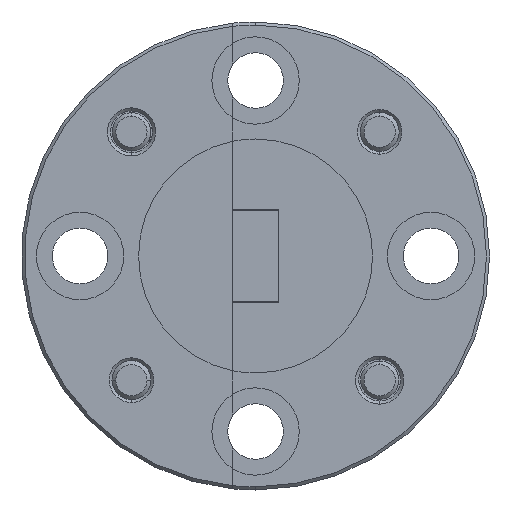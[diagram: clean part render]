
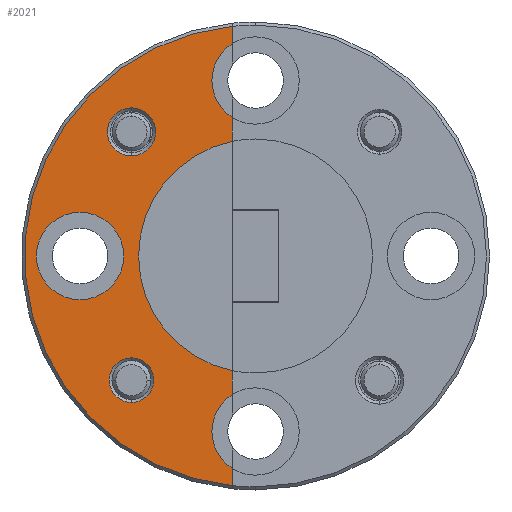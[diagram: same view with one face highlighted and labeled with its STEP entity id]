
A CAD part, left-side view. The second image highlights one B-rep face of the part: STEP entity #2021.
In plain terms, the highlighted planar face has unit normal (-1, 0, 0).
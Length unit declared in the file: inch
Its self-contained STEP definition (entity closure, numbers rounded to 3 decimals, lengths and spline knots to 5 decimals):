
#3 = FACE_BOUND ( 'NONE', #11043, .T. ) ;
#76 = CARTESIAN_POINT ( 'NONE',  ( 0.28253, 0.25192, 1.09912 ) ) ;
#163 = CIRCLE ( 'NONE', #6283, 0.07 ) ;
#230 = EDGE_CURVE ( 'NONE', #4647, #10761, #305, .T. ) ;
#258 = EDGE_CURVE ( 'NONE', #5553, #5856, #2786, .T. ) ;
#265 = VECTOR ( 'NONE', #780, 39.37008 ) ;
#305 = LINE ( 'NONE', #7078, #10010 ) ;
#473 = CARTESIAN_POINT ( 'NONE',  ( 0.28253, 0.28892, 1.15854 ) ) ;
#562 = EDGE_CURVE ( 'NONE', #6073, #4647, #10951, .T. ) ;
#568 = DIRECTION ( 'NONE',  ( -1., 0., 0. ) ) ;
#597 = CARTESIAN_POINT ( 'NONE',  ( 0.28253, 0.25192, 0.81787 ) ) ;
#668 = LINE ( 'NONE', #7609, #265 ) ;
#740 = CARTESIAN_POINT ( 'NONE',  ( 0.28253, 0.4508, 1.01674 ) ) ;
#780 = DIRECTION ( 'NONE',  ( 0., 0., 1. ) ) ;
#831 = CARTESIAN_POINT ( 'NONE',  ( 0.28253, 0.28892, 1.03969 ) ) ;
#894 = CIRCLE ( 'NONE', #3996, 0.07 ) ;
#987 = CIRCLE ( 'NONE', #7502, 0.07 ) ;
#991 = ORIENTED_EDGE ( 'NONE', *, *, #6357, .F. ) ;
#1026 = EDGE_CURVE ( 'NONE', #5856, #5553, #10940, .T. ) ;
#1156 = DIRECTION ( 'NONE',  ( 0., 0., 1. ) ) ;
#1271 = CARTESIAN_POINT ( 'NONE',  ( 0.28253, 0.28892, 0.81787 ) ) ;
#1406 = DIRECTION ( 'NONE',  ( 0., 0., 1. ) ) ;
#1513 = ORIENTED_EDGE ( 'NONE', *, *, #258, .F. ) ;
#1542 = VERTEX_POINT ( 'NONE', #4948 ) ;
#1561 = ORIENTED_EDGE ( 'NONE', *, *, #8270, .F. ) ;
#1790 = DIRECTION ( 'NONE',  ( -1., 0., 0. ) ) ;
#1805 = VERTEX_POINT ( 'NONE', #7784 ) ;
#1870 = DIRECTION ( 'NONE',  ( 0., 0., 1. ) ) ;
#1930 = CARTESIAN_POINT ( 'NONE',  ( 0.28253, 0.53317, 0.81787 ) ) ;
#1951 = DIRECTION ( 'NONE',  ( -1., 0., 0. ) ) ;
#1977 = AXIS2_PLACEMENT_3D ( 'NONE', #9655, #1790, #7926 ) ;
#2021 = ADVANCED_FACE ( 'NONE', ( #5605, #3, #6014, #2336 ), #3745, .T. ) ;
#2110 = EDGE_CURVE ( 'NONE', #7123, #6073, #10108, .T. ) ;
#2184 = EDGE_CURVE ( 'NONE', #9090, #1805, #668, .T. ) ;
#2336 = FACE_OUTER_BOUND ( 'NONE', #8719, .T. ) ;
#2444 = AXIS2_PLACEMENT_3D ( 'NONE', #740, #11246, #6805 ) ;
#2457 = ORIENTED_EDGE ( 'NONE', *, *, #9331, .F. ) ;
#2766 = VECTOR ( 'NONE', #7190, 39.37008 ) ;
#2786 = CIRCLE ( 'NONE', #1977, 0.03575 ) ;
#2877 = CARTESIAN_POINT ( 'NONE',  ( 0.28253, 0.28892, 0.59604 ) ) ;
#2993 = CARTESIAN_POINT ( 'NONE',  ( 0.28253, 0.4508, 0.65474 ) ) ;
#3038 = DIRECTION ( 'NONE',  ( 0., 0., 1. ) ) ;
#3165 = VERTEX_POINT ( 'NONE', #10949 ) ;
#3193 = CARTESIAN_POINT ( 'NONE',  ( 0.28253, 0.4508, 1.01674 ) ) ;
#3199 = ORIENTED_EDGE ( 'NONE', *, *, #2110, .T. ) ;
#3300 = DIRECTION ( 'NONE',  ( -1., 0., 0. ) ) ;
#3688 = DIRECTION ( 'NONE',  ( 0., 0., 1. ) ) ;
#3719 = CIRCLE ( 'NONE', #5073, 0.0385 ) ;
#3742 = DIRECTION ( 'NONE',  ( -1., 0., 0. ) ) ;
#3744 = EDGE_CURVE ( 'NONE', #3165, #4864, #3719, .T. ) ;
#3745 = PLANE ( 'NONE',  #7443 ) ;
#3808 = CARTESIAN_POINT ( 'NONE',  ( 0.28253, 0.4508, 0.61899 ) ) ;
#3852 = VECTOR ( 'NONE', #6421, 39.37008 ) ;
#3996 = AXIS2_PLACEMENT_3D ( 'NONE', #76, #4521, #6133 ) ;
#4092 = DIRECTION ( 'NONE',  ( 0., 0., 1. ) ) ;
#4162 = EDGE_CURVE ( 'NONE', #4864, #3165, #6797, .T. ) ;
#4242 = CARTESIAN_POINT ( 'NONE',  ( 0.28253, 0.28892, 1.18601 ) ) ;
#4388 = CARTESIAN_POINT ( 'NONE',  ( 0.28253, 0.28892, 0.47719 ) ) ;
#4521 = DIRECTION ( 'NONE',  ( -1., 0., 0. ) ) ;
#4647 = VERTEX_POINT ( 'NONE', #5971 ) ;
#4864 = VERTEX_POINT ( 'NONE', #7132 ) ;
#4948 = CARTESIAN_POINT ( 'NONE',  ( 0.28253, 0.53317, 0.88787 ) ) ;
#5063 = ORIENTED_EDGE ( 'NONE', *, *, #9144, .T. ) ;
#5073 = AXIS2_PLACEMENT_3D ( 'NONE', #3193, #3300, #6641 ) ;
#5553 = VERTEX_POINT ( 'NONE', #11292 ) ;
#5605 = FACE_BOUND ( 'NONE', #10312, .T. ) ;
#5634 = LINE ( 'NONE', #7261, #2766 ) ;
#5774 = VERTEX_POINT ( 'NONE', #8928 ) ;
#5784 = AXIS2_PLACEMENT_3D ( 'NONE', #3808, #1951, #3688 ) ;
#5810 = CARTESIAN_POINT ( 'NONE',  ( 0.28253, 0.25192, 0.81787 ) ) ;
#5856 = VERTEX_POINT ( 'NONE', #2993 ) ;
#5971 = CARTESIAN_POINT ( 'NONE',  ( 0.28253, 0.28892, 0.44972 ) ) ;
#5986 = EDGE_LOOP ( 'NONE', ( #1561, #991 ) ) ;
#6004 = AXIS2_PLACEMENT_3D ( 'NONE', #597, #8438, #1406 ) ;
#6014 = FACE_BOUND ( 'NONE', #5986, .T. ) ;
#6073 = VERTEX_POINT ( 'NONE', #4242 ) ;
#6133 = DIRECTION ( 'NONE',  ( 0., 0., 1. ) ) ;
#6283 = AXIS2_PLACEMENT_3D ( 'NONE', #6590, #10836, #3038 ) ;
#6326 = ORIENTED_EDGE ( 'NONE', *, *, #11023, .F. ) ;
#6357 = EDGE_CURVE ( 'NONE', #5774, #1542, #8070, .T. ) ;
#6421 = DIRECTION ( 'NONE',  ( 0., 0., 1. ) ) ;
#6453 = CARTESIAN_POINT ( 'NONE',  ( 0.28253, 0.25192, 0.81787 ) ) ;
#6494 = DIRECTION ( 'NONE',  ( -1., 0., 0. ) ) ;
#6590 = CARTESIAN_POINT ( 'NONE',  ( 0.28253, 0.25192, 0.53662 ) ) ;
#6636 = ORIENTED_EDGE ( 'NONE', *, *, #4162, .F. ) ;
#6641 = DIRECTION ( 'NONE',  ( 0., 0., 1. ) ) ;
#6797 = CIRCLE ( 'NONE', #2444, 0.0385 ) ;
#6805 = DIRECTION ( 'NONE',  ( 0., 0., 1. ) ) ;
#6901 = VERTEX_POINT ( 'NONE', #831 ) ;
#7078 = CARTESIAN_POINT ( 'NONE',  ( 0.28253, 0.28892, 0.81787 ) ) ;
#7123 = VERTEX_POINT ( 'NONE', #473 ) ;
#7132 = CARTESIAN_POINT ( 'NONE',  ( 0.28253, 0.4508, 1.05524 ) ) ;
#7190 = DIRECTION ( 'NONE',  ( 0., 0., 1. ) ) ;
#7261 = CARTESIAN_POINT ( 'NONE',  ( 0.28253, 0.28892, 0.81787 ) ) ;
#7407 = ORIENTED_EDGE ( 'NONE', *, *, #562, .T. ) ;
#7443 = AXIS2_PLACEMENT_3D ( 'NONE', #6453, #6494, #8106 ) ;
#7502 = AXIS2_PLACEMENT_3D ( 'NONE', #8447, #9102, #4092 ) ;
#7609 = CARTESIAN_POINT ( 'NONE',  ( 0.28253, 0.28892, 0.81787 ) ) ;
#7712 = ORIENTED_EDGE ( 'NONE', *, *, #2184, .T. ) ;
#7784 = CARTESIAN_POINT ( 'NONE',  ( 0.28253, 0.28892, 0.63405 ) ) ;
#7926 = DIRECTION ( 'NONE',  ( 0., 0., 1. ) ) ;
#7931 = ORIENTED_EDGE ( 'NONE', *, *, #11310, .F. ) ;
#8070 = CIRCLE ( 'NONE', #8448, 0.07 ) ;
#8106 = DIRECTION ( 'NONE',  ( 0., 0., 1. ) ) ;
#8113 = ORIENTED_EDGE ( 'NONE', *, *, #230, .T. ) ;
#8270 = EDGE_CURVE ( 'NONE', #1542, #5774, #987, .T. ) ;
#8438 = DIRECTION ( 'NONE',  ( -1., 0., 0. ) ) ;
#8442 = DIRECTION ( 'NONE',  ( 0., 0., 1. ) ) ;
#8447 = CARTESIAN_POINT ( 'NONE',  ( 0.28253, 0.53317, 0.81787 ) ) ;
#8448 = AXIS2_PLACEMENT_3D ( 'NONE', #1930, #3742, #1156 ) ;
#8678 = CIRCLE ( 'NONE', #6004, 0.1875 ) ;
#8719 = EDGE_LOOP ( 'NONE', ( #3199, #7407, #8113, #2457, #7712, #6326, #5063, #7931 ) ) ;
#8928 = CARTESIAN_POINT ( 'NONE',  ( 0.28253, 0.53317, 0.74787 ) ) ;
#9090 = VERTEX_POINT ( 'NONE', #2877 ) ;
#9102 = DIRECTION ( 'NONE',  ( -1., 0., 0. ) ) ;
#9144 = EDGE_CURVE ( 'NONE', #11126, #6901, #5634, .T. ) ;
#9331 = EDGE_CURVE ( 'NONE', #9090, #10761, #163, .T. ) ;
#9655 = CARTESIAN_POINT ( 'NONE',  ( 0.28253, 0.4508, 0.61899 ) ) ;
#9773 = ORIENTED_EDGE ( 'NONE', *, *, #1026, .F. ) ;
#10010 = VECTOR ( 'NONE', #1870, 39.37008 ) ;
#10070 = ORIENTED_EDGE ( 'NONE', *, *, #3744, .F. ) ;
#10108 = LINE ( 'NONE', #1271, #3852 ) ;
#10150 = AXIS2_PLACEMENT_3D ( 'NONE', #5810, #568, #8442 ) ;
#10312 = EDGE_LOOP ( 'NONE', ( #6636, #10070 ) ) ;
#10761 = VERTEX_POINT ( 'NONE', #4388 ) ;
#10836 = DIRECTION ( 'NONE',  ( -1., 0., 0. ) ) ;
#10940 = CIRCLE ( 'NONE', #5784, 0.03575 ) ;
#10945 = CARTESIAN_POINT ( 'NONE',  ( 0.28253, 0.28892, 1.00168 ) ) ;
#10949 = CARTESIAN_POINT ( 'NONE',  ( 0.28253, 0.4508, 0.97824 ) ) ;
#10951 = CIRCLE ( 'NONE', #10150, 0.37 ) ;
#11023 = EDGE_CURVE ( 'NONE', #11126, #1805, #8678, .T. ) ;
#11043 = EDGE_LOOP ( 'NONE', ( #9773, #1513 ) ) ;
#11126 = VERTEX_POINT ( 'NONE', #10945 ) ;
#11246 = DIRECTION ( 'NONE',  ( -1., 0., 0. ) ) ;
#11292 = CARTESIAN_POINT ( 'NONE',  ( 0.28253, 0.4508, 0.58324 ) ) ;
#11310 = EDGE_CURVE ( 'NONE', #7123, #6901, #894, .T. ) ;
